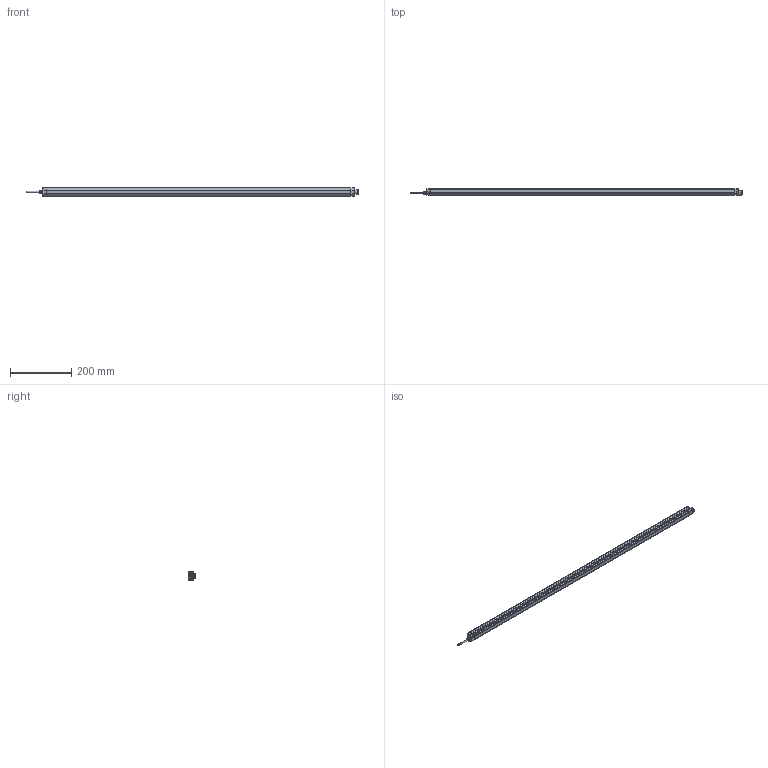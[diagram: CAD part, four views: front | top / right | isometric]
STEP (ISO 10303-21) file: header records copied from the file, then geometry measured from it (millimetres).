
FILE_DESCRIPTION((''),'2;1');
FILE_NAME('154542_SW','2010-11-02T',('banengservice'),('BANNER ENGINEERING'),'PRO/ENGINEER BY PARAMETRIC TECHNOLOGY CORPORATION, 2009141','PRO/ENGINEER BY PARAMETRIC TECHNOLOGY CORPORATION, 2009141','');
FILE_SCHEMA(('CONFIG_CONTROL_DESIGN'));
Length unit declared in the file: inch
Products named in the file (1): 154542_SW
Bounding box: 1081.5 x 21 x 28 mm (x, y, z)
Volume: 226400.2 mm3; surface area: 255280 mm2
Topology: 2 solids, 2 shells, 984 faces, 2479 edges, 1504 vertices
Faces by surface type: plane 302, cylinder 295, bspline 142, cone 135, torus 94, sphere 16
Entity records: 45044 total; most frequent: CARTESIAN_POINT 22169, ORIENTED_EDGE 4942, DIRECTION 4680, EDGE_CURVE 2471, AXIS2_PLACEMENT_3D 1822, VERTEX_POINT 1504, VECTOR 1036, LINE 1036
